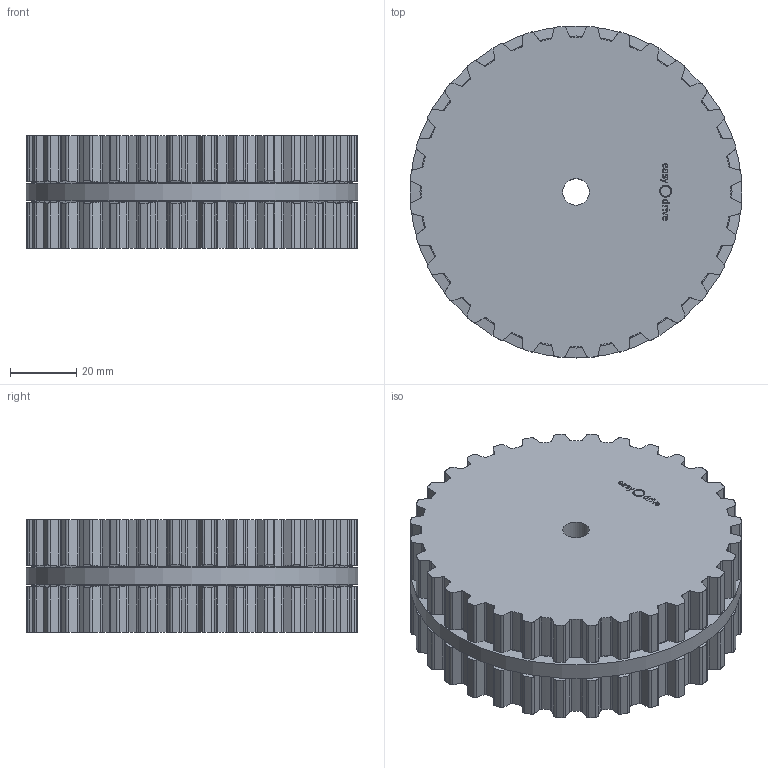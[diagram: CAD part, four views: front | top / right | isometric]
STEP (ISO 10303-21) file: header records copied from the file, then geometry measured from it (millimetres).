
FILE_DESCRIPTION(('zahnriemen24 Model'),'2;1');
FILE_NAME('zahnriemen24 Shape Model','2022-11-24T12:09:05',('Author'),( ''),'zahnriemen24 STEP processor 7.6','zahnriemen24','Unknown');
FILE_SCHEMA(('AUTOMOTIVE_DESIGN { 1 0 10303 214 1 1 1 1 }'));
Length unit declared in the file: millimetre
Products named in the file (3): zahnriemenscheibe_easydrive; Body_Rille_Mittelkranz; Easydrive
Assembly tree (3 placements, depth 2):
  zahnriemenscheibe_easydrive
    Body_Rille_Mittelkranz  x2
    Easydrive
Bounding box: 100 x 100 x 34 mm (x, y, z)
Volume: 257552.1 mm3; surface area: 43468.4 mm2
Topology: 3 solids, 3 shells, 783 faces, 2529 edges, 1770 vertices
Faces by surface type: cylinder 390, extrusion 173, plane 152, cone 68
Full cylindrical faces by diameter (mm): 8 x1, 90 x3, 100 x2
Entity records: 72695 total; most frequent: CARTESIAN_POINT 24933, DIRECTION 7862, ORIENTED_EDGE 5038, PCURVE 5038, DEFINITIONAL_REPRESENTATION 5038, VECTOR 3903, LINE 3730, EDGE_CURVE 2519
